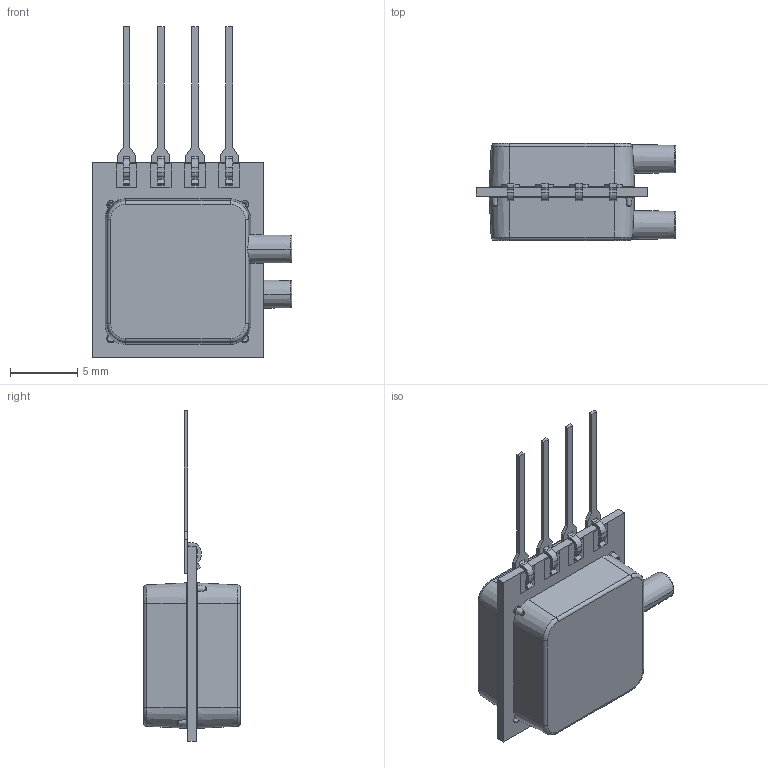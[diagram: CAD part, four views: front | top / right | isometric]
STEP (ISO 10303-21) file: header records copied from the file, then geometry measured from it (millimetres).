
FILE_DESCRIPTION (( 'STEP AP203' ), '1' );
FILE_NAME ('B1NS.STEP', '2024-03-01T21:50:13', ( '' ), ( '' ), 'SwSTEP 2.0', 'SolidWorks 2019', '' );
FILE_SCHEMA (( 'CONFIG_CONTROL_DESIGN' ));
Length unit declared in the file: inch
Products named in the file (4): AS01-06-001 SIP for B series; B1NS; AS01-01-010 for B series; Ceramic-Blank B series
Assembly tree (7 placements, depth 2):
  B1NS
    Ceramic-Blank B series
    AS01-06-001 SIP for B series  x4
    AS01-01-010 for B series  x2
Bounding box: 14.8 x 7.19 x 24.51 mm (x, y, z)
Volume: 538.3 mm3; surface area: 1787.2 mm2
Topology: 21 solids, 21 shells, 405 faces, 1017 edges, 658 vertices
Faces by surface type: plane 265, cylinder 60, cone 46, torus 26, bspline 8
Entity records: 7784 total; most frequent: CARTESIAN_POINT 1695, ORIENTED_EDGE 1156, DIRECTION 1113, EDGE_CURVE 578, LINE 433, VECTOR 433, VERTEX_POINT 376, AXIS2_PLACEMENT_3D 340
